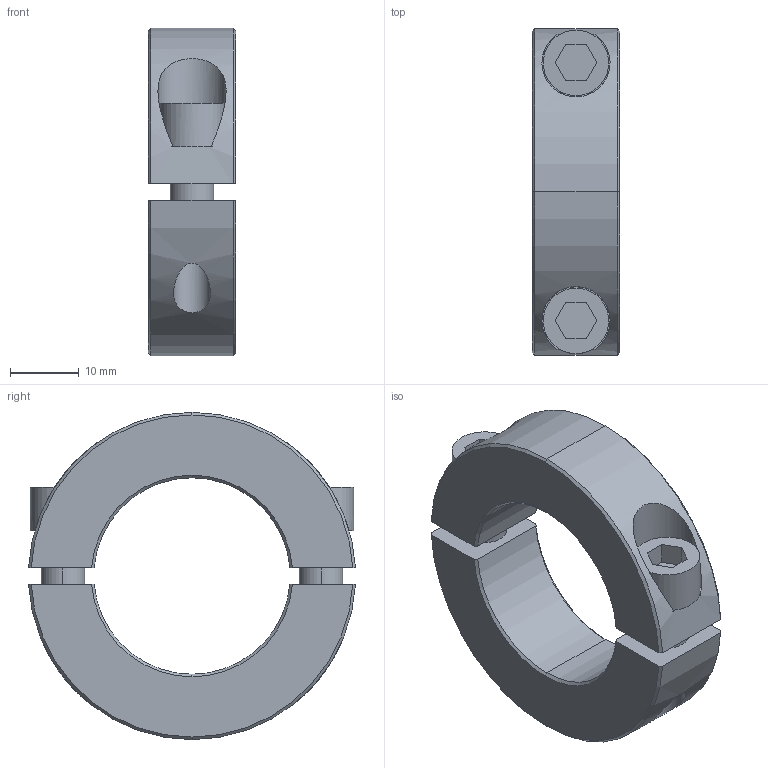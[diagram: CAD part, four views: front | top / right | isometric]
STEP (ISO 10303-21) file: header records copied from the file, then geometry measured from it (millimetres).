
FILE_DESCRIPTION(('starvars output'),'2;1');
FILE_NAME('cv20120920074927000008060.stp','07:49:28 2012/09/20',( 'Thomas Industrial Network Germany GmbH'),( 'Thomas Industrial Network Germany GmbH'),'unknown preprocess','ACIS' ,'unknown authorization');
FILE_SCHEMA(('AUTOMOTIVE_DESIGN_CC2 {UNKNOWN IMPLEMENTATION LEVEL}'));
Length unit declared in the file: millimetre
Products named in the file (1): PRODUCT_ID_20
Bounding box: 12.7 x 47.57 x 47.62 mm (x, y, z)
Volume: 13281.3 mm3; surface area: 6547.5 mm2
Topology: 1 solids, 1 shells, 82 faces, 202 edges, 130 vertices
Faces by surface type: plane 32, cylinder 26, cone 20, torus 4
Entity records: 2933 total; most frequent: CARTESIAN_POINT 550, ORIENTED_EDGE 404, DIRECTION 260, EDGE_CURVE 202, VERTEX_POINT 130, VECTOR 98, LINE 98, EDGE_LOOP 92
